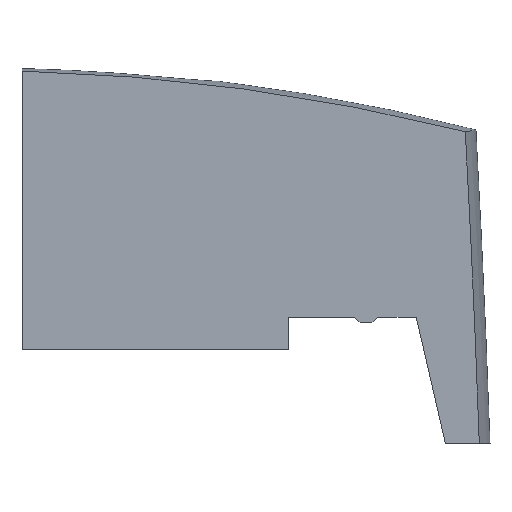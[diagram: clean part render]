
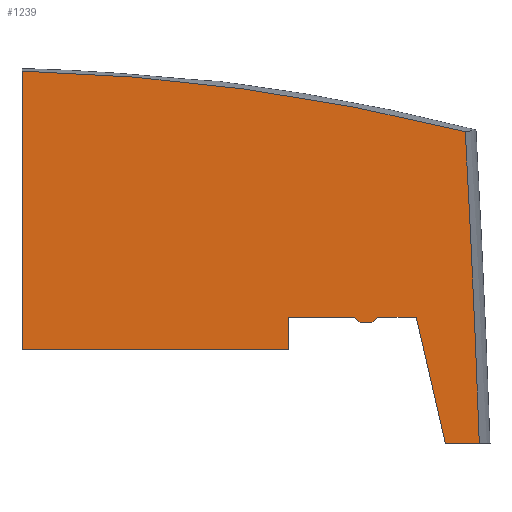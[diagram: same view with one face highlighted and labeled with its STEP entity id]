
A CAD part, front view. The second image highlights one B-rep face of the part: STEP entity #1239.
In plain terms, the highlighted planar face has unit normal (0, -1, 0).
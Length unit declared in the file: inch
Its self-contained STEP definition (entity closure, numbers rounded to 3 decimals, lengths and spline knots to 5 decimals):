
#19 = CARTESIAN_POINT ( 'NONE',  ( -19.81681, 23.59623, -24.08348 ) ) ;
#26 = DIRECTION ( 'NONE',  ( 0., 0., -1. ) ) ;
#68 = DIRECTION ( 'NONE',  ( 1., 0., 0. ) ) ;
#71 = CARTESIAN_POINT ( 'NONE',  ( -19.84727, 23.59623, -23.63358 ) ) ;
#86 = AXIS2_PLACEMENT_3D ( 'NONE', #1158, #1154, #1151 ) ;
#106 = LINE ( 'NONE', #1025, #128 ) ;
#128 = VECTOR ( 'NONE', #1067, 39.37008 ) ;
#135 = PLANE ( 'NONE',  #352 ) ;
#213 = CARTESIAN_POINT ( 'NONE',  ( -18.91917, 23.59623, -24.08348 ) ) ;
#226 = FACE_OUTER_BOUND ( 'NONE', #1433, .T. ) ;
#236 = LINE ( 'NONE', #71, #279 ) ;
#279 = VECTOR ( 'NONE', #68, 39.37008 ) ;
#302 = CARTESIAN_POINT ( 'NONE',  ( -18.49003, 23.59623, -23.63358 ) ) ;
#325 = VECTOR ( 'NONE', #868, 39.37008 ) ;
#330 = LINE ( 'NONE', #903, #325 ) ;
#346 = VECTOR ( 'NONE', #951, 39.37008 ) ;
#349 = CARTESIAN_POINT ( 'NONE',  ( -18.6987, 23.59623, -23.63358 ) ) ;
#352 = AXIS2_PLACEMENT_3D ( 'NONE', #1745, #996, #1645 ) ;
#358 = VECTOR ( 'NONE', #985, 39.37008 ) ;
#361 = LINE ( 'NONE', #988, #346 ) ;
#367 = LINE ( 'NONE', #992, #358 ) ;
#376 = ORIENTED_EDGE ( 'NONE', *, *, #1125, .T. ) ;
#399 = ORIENTED_EDGE ( 'NONE', *, *, #1117, .T. ) ;
#401 = VECTOR ( 'NONE', #1227, 39.37008 ) ;
#410 = CARTESIAN_POINT ( 'NONE',  ( -18.63964, 23.59623, -23.65327 ) ) ;
#413 = LINE ( 'NONE', #1243, #401 ) ;
#435 = LINE ( 'NONE', #1427, #447 ) ;
#447 = VECTOR ( 'NONE', #1434, 39.37008 ) ;
#457 = LINE ( 'NONE', #213, #469 ) ;
#469 = VECTOR ( 'NONE', #1804, 39.37008 ) ;
#474 = LINE ( 'NONE', #1419, #500 ) ;
#500 = VECTOR ( 'NONE', #1289, 39.37008 ) ;
#509 = VECTOR ( 'NONE', #26, 39.37008 ) ;
#526 = LINE ( 'NONE', #19, #509 ) ;
#530 = CARTESIAN_POINT ( 'NONE',  ( -18.91917, 23.59623, -23.63358 ) ) ;
#553 = CARTESIAN_POINT ( 'NONE',  ( -19.81681, 23.59623, -23.74382 ) ) ;
#566 = EDGE_CURVE ( 'NONE', #1254, #1738, #861, .T. ) ;
#668 = EDGE_CURVE ( 'NONE', #1738, #1775, #806, .T. ) ;
#708 = AXIS2_PLACEMENT_3D ( 'NONE', #885, #880, #878 ) ;
#806 = CIRCLE ( 'NONE', #708, 55.08209 ) ;
#861 = CIRCLE ( 'NONE', #86, 6.83559 ) ;
#868 = DIRECTION ( 'NONE',  ( 0.225, 0., -0.974 ) ) ;
#878 = DIRECTION ( 'NONE',  ( 1., 0., 0. ) ) ;
#880 = DIRECTION ( 'NONE',  ( 0., 1., 0. ) ) ;
#885 = CARTESIAN_POINT ( 'NONE',  ( -73.32565, 23.59623, -26.0076 ) ) ;
#903 = CARTESIAN_POINT ( 'NONE',  ( -18.49003, 23.59623, -23.63358 ) ) ;
#948 = EDGE_CURVE ( 'NONE', #1254, #1567, #526, .T. ) ;
#951 = DIRECTION ( 'NONE',  ( 1., 0., 0. ) ) ;
#962 = CARTESIAN_POINT ( 'NONE',  ( -18.67901, 23.59623, -23.65327 ) ) ;
#975 = EDGE_CURVE ( 'NONE', #1567, #1545, #474, .T. ) ;
#977 = CARTESIAN_POINT ( 'NONE',  ( -18.91917, 23.59623, -23.74382 ) ) ;
#985 = DIRECTION ( 'NONE',  ( 0.707, 0., 0.707 ) ) ;
#988 = CARTESIAN_POINT ( 'NONE',  ( -19.84727, 23.59623, -23.63358 ) ) ;
#991 = CARTESIAN_POINT ( 'NONE',  ( -18.61996, 23.59623, -23.63358 ) ) ;
#992 = CARTESIAN_POINT ( 'NONE',  ( -18.63964, 23.59623, -23.65327 ) ) ;
#996 = DIRECTION ( 'NONE',  ( 0., -1., 0. ) ) ;
#1003 = EDGE_CURVE ( 'NONE', #1545, #1184, #457, .T. ) ;
#1025 = CARTESIAN_POINT ( 'NONE',  ( -18.3789, 23.59623, -24.05878 ) ) ;
#1055 = EDGE_CURVE ( 'NONE', #1218, #1510, #435, .T. ) ;
#1067 = DIRECTION ( 'NONE',  ( 1., 0., 0. ) ) ;
#1078 = EDGE_CURVE ( 'NONE', #1510, #1747, #413, .T. ) ;
#1117 = EDGE_CURVE ( 'NONE', #1747, #1505, #367, .T. ) ;
#1125 = EDGE_CURVE ( 'NONE', #1505, #1226, #361, .T. ) ;
#1146 = EDGE_CURVE ( 'NONE', #1226, #1361, #330, .T. ) ;
#1151 = DIRECTION ( 'NONE',  ( 1., 0., 0. ) ) ;
#1154 = DIRECTION ( 'NONE',  ( 0., 1., 0. ) ) ;
#1158 = CARTESIAN_POINT ( 'NONE',  ( -19.99156, 23.59623, -29.63923 ) ) ;
#1174 = ORIENTED_EDGE ( 'NONE', *, *, #1233, .T. ) ;
#1179 = ORIENTED_EDGE ( 'NONE', *, *, #1055, .T. ) ;
#1184 = VERTEX_POINT ( 'NONE', #530 ) ;
#1218 = VERTEX_POINT ( 'NONE', #349 ) ;
#1226 = VERTEX_POINT ( 'NONE', #302 ) ;
#1227 = DIRECTION ( 'NONE',  ( 1., 0., 0. ) ) ;
#1233 = EDGE_CURVE ( 'NONE', #1184, #1218, #236, .T. ) ;
#1239 = ADVANCED_FACE ( 'NONE', ( #226 ), #135, .T. ) ;
#1243 = CARTESIAN_POINT ( 'NONE',  ( -19.84727, 23.59623, -23.65327 ) ) ;
#1254 = VERTEX_POINT ( 'NONE', #1551 ) ;
#1289 = DIRECTION ( 'NONE',  ( 1., 0., 0. ) ) ;
#1301 = CARTESIAN_POINT ( 'NONE',  ( -18.32519, 23.59623, -23.00986 ) ) ;
#1361 = VERTEX_POINT ( 'NONE', #1468 ) ;
#1419 = CARTESIAN_POINT ( 'NONE',  ( -19.84727, 23.59623, -23.74382 ) ) ;
#1427 = CARTESIAN_POINT ( 'NONE',  ( -18.6987, 23.59623, -23.63358 ) ) ;
#1433 = EDGE_LOOP ( 'NONE', ( #1600, #1503, #1546, #1568, #1576, #1174, #1179, #1555, #399, #376, #1548, #1580 ) ) ;
#1434 = DIRECTION ( 'NONE',  ( 0.707, 0., -0.707 ) ) ;
#1468 = CARTESIAN_POINT ( 'NONE',  ( -18.39187, 23.59623, -24.05878 ) ) ;
#1470 = EDGE_CURVE ( 'NONE', #1361, #1775, #106, .T. ) ;
#1503 = ORIENTED_EDGE ( 'NONE', *, *, #566, .F. ) ;
#1505 = VERTEX_POINT ( 'NONE', #991 ) ;
#1510 = VERTEX_POINT ( 'NONE', #962 ) ;
#1545 = VERTEX_POINT ( 'NONE', #977 ) ;
#1546 = ORIENTED_EDGE ( 'NONE', *, *, #948, .T. ) ;
#1548 = ORIENTED_EDGE ( 'NONE', *, *, #1146, .T. ) ;
#1551 = CARTESIAN_POINT ( 'NONE',  ( -19.81681, 23.59623, -22.80587 ) ) ;
#1555 = ORIENTED_EDGE ( 'NONE', *, *, #1078, .T. ) ;
#1567 = VERTEX_POINT ( 'NONE', #553 ) ;
#1568 = ORIENTED_EDGE ( 'NONE', *, *, #975, .T. ) ;
#1576 = ORIENTED_EDGE ( 'NONE', *, *, #1003, .T. ) ;
#1580 = ORIENTED_EDGE ( 'NONE', *, *, #1470, .T. ) ;
#1600 = ORIENTED_EDGE ( 'NONE', *, *, #668, .F. ) ;
#1645 = DIRECTION ( 'NONE',  ( 1., 0., 0. ) ) ;
#1703 = CARTESIAN_POINT ( 'NONE',  ( -18.27804, 23.59623, -24.05878 ) ) ;
#1738 = VERTEX_POINT ( 'NONE', #1301 ) ;
#1745 = CARTESIAN_POINT ( 'NONE',  ( -19.84727, 23.59623, -24.08348 ) ) ;
#1747 = VERTEX_POINT ( 'NONE', #410 ) ;
#1775 = VERTEX_POINT ( 'NONE', #1703 ) ;
#1804 = DIRECTION ( 'NONE',  ( 0., 0., 1. ) ) ;
